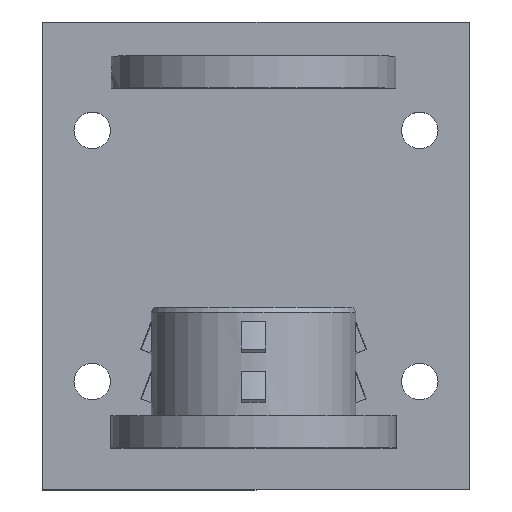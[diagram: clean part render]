
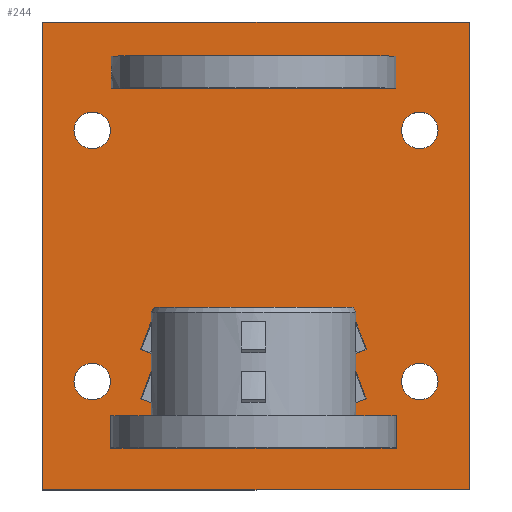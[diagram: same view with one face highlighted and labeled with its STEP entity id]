
A CAD part, top view. The second image highlights one B-rep face of the part: STEP entity #244.
In plain terms, the highlighted face is planar.
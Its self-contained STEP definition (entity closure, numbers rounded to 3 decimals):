
#244=ADVANCED_FACE('',(#1379,#1381,#1383,#1385,#1387,#1389,#1391),#1393,.T.);
#1379=FACE_BOUND('',#1380,.T.);
#1380=EDGE_LOOP('',(#2335,#2336,#2337,#2338));
#1381=FACE_BOUND('',#1382,.T.);
#1382=EDGE_LOOP('',(#2339,#2340,#2341,#2342));
#1383=FACE_BOUND('',#1384,.T.);
#1384=EDGE_LOOP('',(#2343,#2344,#2345,#2346));
#1385=FACE_BOUND('',#1386,.T.);
#1386=EDGE_LOOP('',(#2347));
#1387=FACE_BOUND('',#1388,.T.);
#1388=EDGE_LOOP('',(#2348));
#1389=FACE_BOUND('',#1390,.T.);
#1390=EDGE_LOOP('',(#2349));
#1391=FACE_BOUND('',#1392,.T.);
#1392=EDGE_LOOP('',(#2350));
#1393=PLANE('',#1394);
#1394=AXIS2_PLACEMENT_3D('',#1395,#1396,#1397);
#1395=CARTESIAN_POINT('',(0.,5.5,0.));
#1396=DIRECTION('',(-0.,1.,0.));
#1397=DIRECTION('',(1.,0.,0.));
#2335=ORIENTED_EDGE('',*,*,#2979,.T.);
#2336=ORIENTED_EDGE('',*,*,#2980,.T.);
#2337=ORIENTED_EDGE('',*,*,#2981,.T.);
#2338=ORIENTED_EDGE('',*,*,#2982,.T.);
#2339=ORIENTED_EDGE('',*,*,#2983,.T.);
#2340=ORIENTED_EDGE('',*,*,#2984,.T.);
#2341=ORIENTED_EDGE('',*,*,#2985,.T.);
#2342=ORIENTED_EDGE('',*,*,#2986,.T.);
#2343=ORIENTED_EDGE('',*,*,#2987,.T.);
#2344=ORIENTED_EDGE('',*,*,#2988,.T.);
#2345=ORIENTED_EDGE('',*,*,#2989,.T.);
#2346=ORIENTED_EDGE('',*,*,#2990,.T.);
#2347=ORIENTED_EDGE('',*,*,#2991,.T.);
#2348=ORIENTED_EDGE('',*,*,#2992,.T.);
#2349=ORIENTED_EDGE('',*,*,#2993,.T.);
#2350=ORIENTED_EDGE('',*,*,#2994,.T.);
#2979=EDGE_CURVE('',#3317,#3318,#3319,.T.);
#2980=EDGE_CURVE('',#3318,#3320,#3321,.T.);
#2981=EDGE_CURVE('',#3320,#3322,#3323,.T.);
#2982=EDGE_CURVE('',#3322,#3317,#3324,.T.);
#2983=EDGE_CURVE('',#3325,#3326,#3327,.F.);
#2984=EDGE_CURVE('',#3326,#3328,#3329,.F.);
#2985=EDGE_CURVE('',#3328,#3330,#3331,.F.);
#2986=EDGE_CURVE('',#3330,#3325,#3332,.F.);
#2987=EDGE_CURVE('',#3333,#3334,#3335,.F.);
#2988=EDGE_CURVE('',#3334,#3336,#3337,.F.);
#2989=EDGE_CURVE('',#3336,#3338,#3339,.F.);
#2990=EDGE_CURVE('',#3338,#3333,#3340,.F.);
#2991=EDGE_CURVE('',#3341,#3341,#3342,.F.);
#2992=EDGE_CURVE('',#3343,#3343,#3344,.F.);
#2993=EDGE_CURVE('',#3345,#3345,#3346,.F.);
#2994=EDGE_CURVE('',#3347,#3347,#3348,.F.);
#3317=VERTEX_POINT('',#3886);
#3318=VERTEX_POINT('',#3887);
#3319=LINE('',#3888,#3889);
#3320=VERTEX_POINT('',#3891);
#3321=LINE('',#3892,#3893);
#3322=VERTEX_POINT('',#3895);
#3323=LINE('',#3896,#3897);
#3324=LINE('',#3899,#3900);
#3325=VERTEX_POINT('',#3902);
#3326=VERTEX_POINT('',#3903);
#3327=LINE('',#3904,#3905);
#3328=VERTEX_POINT('',#3907);
#3329=LINE('',#3908,#3909);
#3330=VERTEX_POINT('',#3911);
#3331=LINE('',#3912,#3913);
#3332=LINE('',#3915,#3916);
#3333=VERTEX_POINT('',#3918);
#3334=VERTEX_POINT('',#3919);
#3335=LINE('',#3920,#3921);
#3336=VERTEX_POINT('',#3923);
#3337=LINE('',#3924,#3925);
#3338=VERTEX_POINT('',#3927);
#3339=LINE('',#3928,#3929);
#3340=LINE('',#3931,#3932);
#3341=VERTEX_POINT('',#3934);
#3342=CIRCLE('',#3935,3.7);
#3343=VERTEX_POINT('',#3939);
#3344=CIRCLE('',#3940,3.7);
#3345=VERTEX_POINT('',#3944);
#3346=CIRCLE('',#3945,3.7);
#3347=VERTEX_POINT('',#3949);
#3348=CIRCLE('',#3950,3.7);
#3886=CARTESIAN_POINT('',(43.25,5.5,47.5));
#3887=CARTESIAN_POINT('',(43.25,5.5,-47.5));
#3888=CARTESIAN_POINT('',(43.25,5.5,47.5));
#3889=VECTOR('',#3890,1.);
#3890=DIRECTION('',(0.,0.,-1.));
#3891=CARTESIAN_POINT('',(-43.25,5.5,-47.5));
#3892=CARTESIAN_POINT('',(43.25,5.5,-47.5));
#3893=VECTOR('',#3894,1.);
#3894=DIRECTION('',(-1.,0.,0.));
#3895=CARTESIAN_POINT('',(-43.25,5.5,47.5));
#3896=CARTESIAN_POINT('',(-43.25,5.5,-47.5));
#3897=VECTOR('',#3898,1.);
#3898=DIRECTION('',(0.,0.,1.));
#3899=CARTESIAN_POINT('',(-43.25,5.5,47.5));
#3900=VECTOR('',#3901,1.);
#3901=DIRECTION('',(1.,0.,0.));
#3902=CARTESIAN_POINT('',(25.,5.5,-34.));
#3903=CARTESIAN_POINT('',(-25.,5.5,-34.));
#3904=CARTESIAN_POINT('',(-25.,5.5,-34.));
#3905=VECTOR('',#3906,1.);
#3906=DIRECTION('',(1.,0.,0.));
#3907=CARTESIAN_POINT('',(-25.,5.5,-40.5));
#3908=CARTESIAN_POINT('',(-25.,5.5,-40.5));
#3909=VECTOR('',#3910,1.);
#3910=DIRECTION('',(0.,0.,1.));
#3911=CARTESIAN_POINT('',(25.,5.5,-40.5));
#3912=CARTESIAN_POINT('',(25.,5.5,-40.5));
#3913=VECTOR('',#3914,1.);
#3914=DIRECTION('',(-1.,0.,0.));
#3915=CARTESIAN_POINT('',(25.,5.5,-34.));
#3916=VECTOR('',#3917,1.);
#3917=DIRECTION('',(0.,0.,-1.));
#3918=CARTESIAN_POINT('',(-25.,5.5,39.));
#3919=CARTESIAN_POINT('',(-25.,5.5,32.5));
#3920=CARTESIAN_POINT('',(-25.,5.5,32.5));
#3921=VECTOR('',#3922,1.);
#3922=DIRECTION('',(0.,0.,1.));
#3923=CARTESIAN_POINT('',(25.,5.5,32.5));
#3924=CARTESIAN_POINT('',(25.,5.5,32.5));
#3925=VECTOR('',#3926,1.);
#3926=DIRECTION('',(-1.,0.,0.));
#3927=CARTESIAN_POINT('',(25.,5.5,39.));
#3928=CARTESIAN_POINT('',(25.,5.5,39.));
#3929=VECTOR('',#3930,1.);
#3930=DIRECTION('',(0.,0.,-1.));
#3931=CARTESIAN_POINT('',(-25.,5.5,39.));
#3932=VECTOR('',#3933,1.);
#3933=DIRECTION('',(1.,0.,0.));
#3934=CARTESIAN_POINT('',(36.95,5.5,-25.5));
#3935=AXIS2_PLACEMENT_3D('',#3936,#3937,#3938);
#3936=CARTESIAN_POINT('',(33.25,5.5,-25.5));
#3937=DIRECTION('',(-0.,1.,0.));
#3938=DIRECTION('',(1.,0.,0.));
#3939=CARTESIAN_POINT('',(-29.55,5.5,-25.5));
#3940=AXIS2_PLACEMENT_3D('',#3941,#3942,#3943);
#3941=CARTESIAN_POINT('',(-33.25,5.5,-25.5));
#3942=DIRECTION('',(-0.,1.,0.));
#3943=DIRECTION('',(1.,0.,0.));
#3944=CARTESIAN_POINT('',(36.95,5.5,25.5));
#3945=AXIS2_PLACEMENT_3D('',#3946,#3947,#3948);
#3946=CARTESIAN_POINT('',(33.25,5.5,25.5));
#3947=DIRECTION('',(-0.,1.,0.));
#3948=DIRECTION('',(1.,0.,0.));
#3949=CARTESIAN_POINT('',(-29.55,5.5,25.5));
#3950=AXIS2_PLACEMENT_3D('',#3951,#3952,#3953);
#3951=CARTESIAN_POINT('',(-33.25,5.5,25.5));
#3952=DIRECTION('',(-0.,1.,0.));
#3953=DIRECTION('',(1.,0.,0.));
